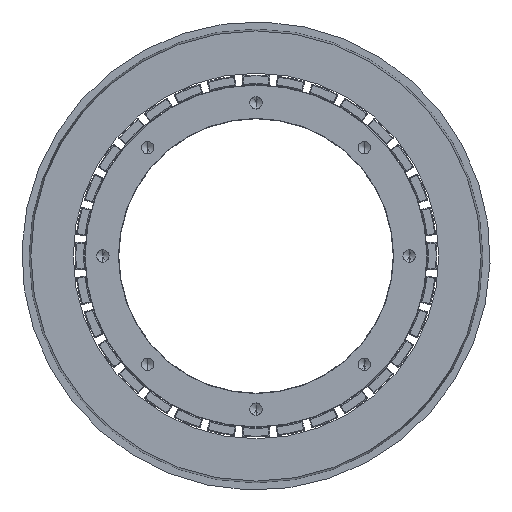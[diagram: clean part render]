
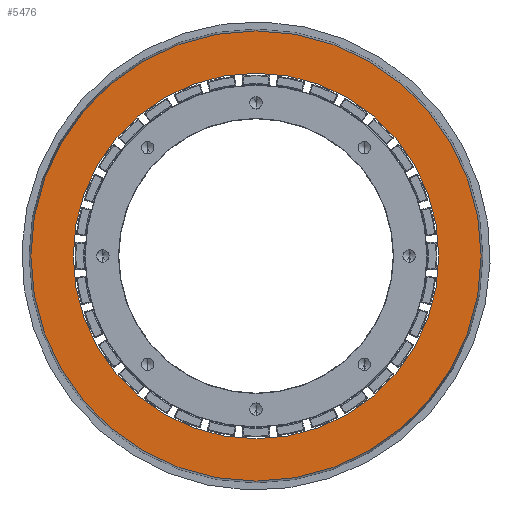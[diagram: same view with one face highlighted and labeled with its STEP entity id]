
A CAD part, front view. The second image highlights one B-rep face of the part: STEP entity #5476.
In plain terms, the highlighted planar face has unit normal (0, -1, 0).
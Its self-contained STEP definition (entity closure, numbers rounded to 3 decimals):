
#72 = DIRECTION ( 'NONE',  ( 0., -1., 0. ) ) ;
#273 = AXIS2_PLACEMENT_3D ( 'NONE', #6024, #72, #1811 ) ;
#495 = AXIS2_PLACEMENT_3D ( 'NONE', #6489, #2653, #1666 ) ;
#594 = ORIENTED_EDGE ( 'NONE', *, *, #5007, .T. ) ;
#610 = CIRCLE ( 'NONE', #495, 125. ) ;
#615 = CARTESIAN_POINT ( 'NONE',  ( 0., -45.09, 0. ) ) ;
#685 = EDGE_LOOP ( 'NONE', ( #3728, #3316 ) ) ;
#842 = EDGE_CURVE ( 'NONE', #1662, #3480, #610, .T. ) ;
#1022 = CARTESIAN_POINT ( 'NONE',  ( 0., -45.09, 0. ) ) ;
#1044 = CARTESIAN_POINT ( 'NONE',  ( 125., -45.09, 0. ) ) ;
#1319 = VERTEX_POINT ( 'NONE', #6915 ) ;
#1404 = AXIS2_PLACEMENT_3D ( 'NONE', #6867, #4294, #3232 ) ;
#1540 = FACE_OUTER_BOUND ( 'NONE', #5114, .T. ) ;
#1662 = VERTEX_POINT ( 'NONE', #5060 ) ;
#1666 = DIRECTION ( 'NONE',  ( 1., 0., 0. ) ) ;
#1723 = CARTESIAN_POINT ( 'NONE',  ( 101.5, -45.09, 0. ) ) ;
#1811 = DIRECTION ( 'NONE',  ( 1., 0., 0. ) ) ;
#1881 = EDGE_CURVE ( 'NONE', #5587, #1319, #4418, .T. ) ;
#2573 = FACE_BOUND ( 'NONE', #685, .T. ) ;
#2653 = DIRECTION ( 'NONE',  ( 0., -1., 0. ) ) ;
#3167 = DIRECTION ( 'NONE',  ( 1., 0., 0. ) ) ;
#3232 = DIRECTION ( 'NONE',  ( 1., 0., 0. ) ) ;
#3305 = DIRECTION ( 'NONE',  ( 1., 0., 0. ) ) ;
#3316 = ORIENTED_EDGE ( 'NONE', *, *, #5608, .F. ) ;
#3480 = VERTEX_POINT ( 'NONE', #1044 ) ;
#3549 = CIRCLE ( 'NONE', #273, 125. ) ;
#3676 = ORIENTED_EDGE ( 'NONE', *, *, #842, .T. ) ;
#3728 = ORIENTED_EDGE ( 'NONE', *, *, #1881, .F. ) ;
#3839 = DIRECTION ( 'NONE',  ( 0., -1., 0. ) ) ;
#3983 = AXIS2_PLACEMENT_3D ( 'NONE', #1022, #6448, #3167 ) ;
#4126 = AXIS2_PLACEMENT_3D ( 'NONE', #615, #3839, #3305 ) ;
#4294 = DIRECTION ( 'NONE',  ( 0., -1., 0. ) ) ;
#4418 = CIRCLE ( 'NONE', #3983, 101.5 ) ;
#4817 = PLANE ( 'NONE',  #1404 ) ;
#5007 = EDGE_CURVE ( 'NONE', #3480, #1662, #3549, .T. ) ;
#5060 = CARTESIAN_POINT ( 'NONE',  ( -125., -45.09, 0. ) ) ;
#5114 = EDGE_LOOP ( 'NONE', ( #3676, #594 ) ) ;
#5476 = ADVANCED_FACE ( 'NONE', ( #1540, #2573 ), #4817, .T. ) ;
#5587 = VERTEX_POINT ( 'NONE', #1723 ) ;
#5608 = EDGE_CURVE ( 'NONE', #1319, #5587, #5684, .T. ) ;
#5684 = CIRCLE ( 'NONE', #4126, 101.5 ) ;
#6024 = CARTESIAN_POINT ( 'NONE',  ( 0., -45.09, 0. ) ) ;
#6448 = DIRECTION ( 'NONE',  ( 0., -1., 0. ) ) ;
#6489 = CARTESIAN_POINT ( 'NONE',  ( 0., -45.09, 0. ) ) ;
#6867 = CARTESIAN_POINT ( 'NONE',  ( 101.5, -45.09, 0. ) ) ;
#6915 = CARTESIAN_POINT ( 'NONE',  ( -101.5, -45.09, 0. ) ) ;
